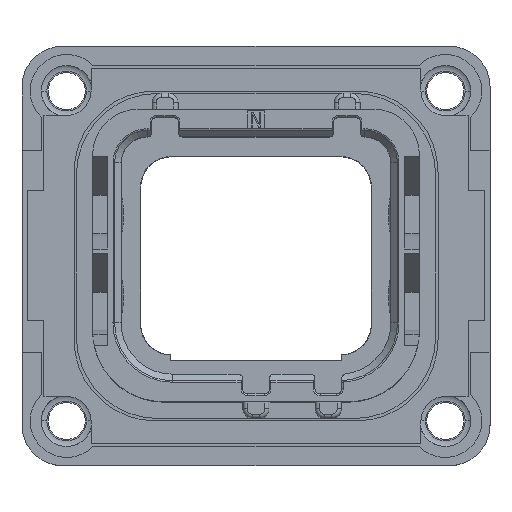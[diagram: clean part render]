
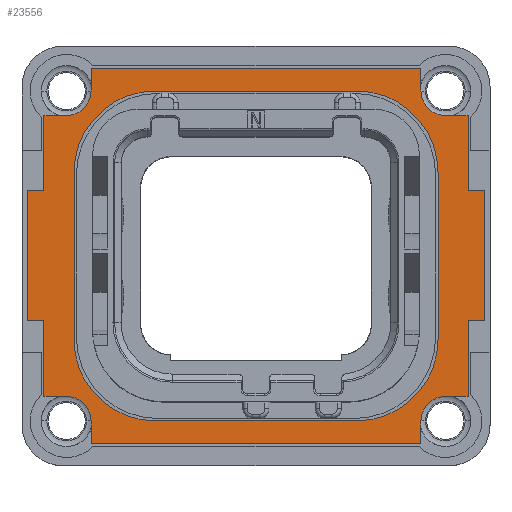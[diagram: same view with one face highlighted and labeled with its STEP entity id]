
A CAD part, top view. The second image highlights one B-rep face of the part: STEP entity #23556.
In plain terms, the highlighted planar face has unit normal (0, 0, 1).
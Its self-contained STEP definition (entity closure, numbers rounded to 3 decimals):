
#1115=DIRECTION('',(0.,-1.,0.));
#1116=VECTOR('',#1115,4.65);
#1117=CARTESIAN_POINT('',(-13.05,-4.,2.31));
#1118=LINE('',#1117,#1116);
#1119=DIRECTION('',(1.,0.,0.));
#1120=VECTOR('',#1119,1.);
#1121=CARTESIAN_POINT('',(-14.05,-4.,2.31));
#1122=LINE('',#1121,#1120);
#1123=DIRECTION('',(0.,-1.,0.));
#1124=VECTOR('',#1123,8.);
#1125=CARTESIAN_POINT('',(-14.05,4.,2.31));
#1126=LINE('',#1125,#1124);
#1127=DIRECTION('',(-1.,0.,0.));
#1128=VECTOR('',#1127,1.);
#1129=CARTESIAN_POINT('',(-13.05,4.,2.31));
#1130=LINE('',#1129,#1128);
#1131=DIRECTION('',(0.,-1.,0.));
#1132=VECTOR('',#1131,4.65);
#1133=CARTESIAN_POINT('',(-13.05,8.65,2.31));
#1134=LINE('',#1133,#1132);
#1135=DIRECTION('',(1.,0.,0.));
#1136=VECTOR('',#1135,1.4);
#1137=CARTESIAN_POINT('',(-13.05,8.65,2.31));
#1138=LINE('',#1137,#1136);
#1139=CARTESIAN_POINT('',(-11.65,10.15,2.31));
#1140=DIRECTION('',(0.,0.,1.));
#1141=DIRECTION('',(0.,-1.,0.));
#1142=AXIS2_PLACEMENT_3D('',#1139,#1140,#1141);
#1144=DIRECTION('',(0.,-1.,0.));
#1145=VECTOR('',#1144,1.4);
#1146=CARTESIAN_POINT('',(-10.15,11.55,2.31));
#1147=LINE('',#1146,#1145);
#1148=DIRECTION('',(-1.,0.,0.));
#1149=VECTOR('',#1148,20.3);
#1150=CARTESIAN_POINT('',(10.15,11.55,2.31));
#1151=LINE('',#1150,#1149);
#1152=DIRECTION('',(0.,-1.,0.));
#1153=VECTOR('',#1152,1.4);
#1154=CARTESIAN_POINT('',(10.15,11.55,2.31));
#1155=LINE('',#1154,#1153);
#1156=CARTESIAN_POINT('',(11.65,10.15,2.31));
#1157=DIRECTION('',(0.,0.,1.));
#1158=DIRECTION('',(-1.,0.,0.));
#1159=AXIS2_PLACEMENT_3D('',#1156,#1157,#1158);
#1161=DIRECTION('',(-1.,0.,0.));
#1162=VECTOR('',#1161,1.4);
#1163=CARTESIAN_POINT('',(13.05,8.65,2.31));
#1164=LINE('',#1163,#1162);
#1165=DIRECTION('',(0.,1.,0.));
#1166=VECTOR('',#1165,4.65);
#1167=CARTESIAN_POINT('',(13.05,4.,2.31));
#1168=LINE('',#1167,#1166);
#1169=DIRECTION('',(-1.,0.,0.));
#1170=VECTOR('',#1169,1.);
#1171=CARTESIAN_POINT('',(14.05,4.,2.31));
#1172=LINE('',#1171,#1170);
#1173=DIRECTION('',(0.,1.,0.));
#1174=VECTOR('',#1173,8.);
#1175=CARTESIAN_POINT('',(14.05,-4.,2.31));
#1176=LINE('',#1175,#1174);
#1177=DIRECTION('',(1.,0.,0.));
#1178=VECTOR('',#1177,1.);
#1179=CARTESIAN_POINT('',(13.05,-4.,2.31));
#1180=LINE('',#1179,#1178);
#1181=DIRECTION('',(0.,1.,0.));
#1182=VECTOR('',#1181,4.65);
#1183=CARTESIAN_POINT('',(13.05,-8.65,2.31));
#1184=LINE('',#1183,#1182);
#1185=DIRECTION('',(-1.,0.,0.));
#1186=VECTOR('',#1185,1.4);
#1187=CARTESIAN_POINT('',(13.05,-8.65,2.31));
#1188=LINE('',#1187,#1186);
#1189=CARTESIAN_POINT('',(11.65,-10.15,2.31));
#1190=DIRECTION('',(0.,0.,1.));
#1191=DIRECTION('',(0.,1.,0.));
#1192=AXIS2_PLACEMENT_3D('',#1189,#1190,#1191);
#1194=DIRECTION('',(0.,1.,0.));
#1195=VECTOR('',#1194,1.4);
#1196=CARTESIAN_POINT('',(10.15,-11.55,2.31));
#1197=LINE('',#1196,#1195);
#1198=DIRECTION('',(1.,0.,0.));
#1199=VECTOR('',#1198,20.3);
#1200=CARTESIAN_POINT('',(-10.15,-11.55,2.31));
#1201=LINE('',#1200,#1199);
#1202=DIRECTION('',(0.,1.,0.));
#1203=VECTOR('',#1202,1.4);
#1204=CARTESIAN_POINT('',(-10.15,-11.55,2.31));
#1205=LINE('',#1204,#1203);
#1206=CARTESIAN_POINT('',(-11.65,-10.15,2.31));
#1207=DIRECTION('',(0.,0.,1.));
#1208=DIRECTION('',(1.,0.,0.));
#1209=AXIS2_PLACEMENT_3D('',#1206,#1207,#1208);
#1211=DIRECTION('',(1.,0.,0.));
#1212=VECTOR('',#1211,1.4);
#1213=CARTESIAN_POINT('',(-13.05,-8.65,2.31));
#1214=LINE('',#1213,#1212);
#1215=DIRECTION('',(0.,-1.,0.));
#1216=VECTOR('',#1215,10.3);
#1217=CARTESIAN_POINT('',(11.2,5.15,2.31));
#1218=LINE('',#1217,#1216);
#1219=DIRECTION('',(1.,0.,0.));
#1220=VECTOR('',#1219,12.4);
#1221=CARTESIAN_POINT('',(-6.2,10.15,2.31));
#1222=LINE('',#1221,#1220);
#1223=DIRECTION('',(0.,1.,0.));
#1224=VECTOR('',#1223,10.3);
#1225=CARTESIAN_POINT('',(-11.2,-5.15,2.31));
#1226=LINE('',#1225,#1224);
#1227=DIRECTION('',(-1.,0.,0.));
#1228=VECTOR('',#1227,12.4);
#1229=CARTESIAN_POINT('',(6.2,-10.15,2.31));
#1230=LINE('',#1229,#1228);
#1335=CARTESIAN_POINT('',(-6.2,-5.15,2.31));
#1336=DIRECTION('',(0.,0.,-1.));
#1337=DIRECTION('',(0.,-1.,0.));
#1338=AXIS2_PLACEMENT_3D('',#1335,#1336,#1337);
#1348=CARTESIAN_POINT('',(6.2,-5.15,2.31));
#1349=DIRECTION('',(0.,0.,-1.));
#1350=DIRECTION('',(1.,0.,0.));
#1351=AXIS2_PLACEMENT_3D('',#1348,#1349,#1350);
#1353=CARTESIAN_POINT('',(-6.2,5.15,2.31));
#1354=DIRECTION('',(0.,0.,-1.));
#1355=DIRECTION('',(-1.,0.,0.));
#1356=AXIS2_PLACEMENT_3D('',#1353,#1354,#1355);
#1366=CARTESIAN_POINT('',(6.2,5.15,2.31));
#1367=DIRECTION('',(0.,0.,-1.));
#1368=DIRECTION('',(0.,1.,0.));
#1369=AXIS2_PLACEMENT_3D('',#1366,#1367,#1368);
#21420=CARTESIAN_POINT('',(-11.2,-5.15,2.31));
#21421=CARTESIAN_POINT('',(-11.2,5.15,2.31));
#21422=VERTEX_POINT('',#21420);
#21423=VERTEX_POINT('',#21421);
#21424=CARTESIAN_POINT('',(-6.2,10.15,2.31));
#21425=CARTESIAN_POINT('',(6.2,10.15,2.31));
#21426=VERTEX_POINT('',#21424);
#21427=VERTEX_POINT('',#21425);
#21428=CARTESIAN_POINT('',(11.2,5.15,2.31));
#21429=CARTESIAN_POINT('',(11.2,-5.15,2.31));
#21430=VERTEX_POINT('',#21428);
#21431=VERTEX_POINT('',#21429);
#21432=CARTESIAN_POINT('',(6.2,-10.15,2.31));
#21433=CARTESIAN_POINT('',(-6.2,-10.15,2.31));
#21434=VERTEX_POINT('',#21432);
#21435=VERTEX_POINT('',#21433);
#21452=CARTESIAN_POINT('',(10.15,10.15,2.31));
#21453=CARTESIAN_POINT('',(11.65,8.65,2.31));
#21454=VERTEX_POINT('',#21452);
#21455=VERTEX_POINT('',#21453);
#21456=CARTESIAN_POINT('',(13.05,8.65,2.31));
#21457=VERTEX_POINT('',#21456);
#21458=CARTESIAN_POINT('',(10.15,11.55,2.31));
#21459=VERTEX_POINT('',#21458);
#21460=CARTESIAN_POINT('',(11.65,-8.65,2.31));
#21461=CARTESIAN_POINT('',(10.15,-10.15,2.31));
#21462=VERTEX_POINT('',#21460);
#21463=VERTEX_POINT('',#21461);
#21464=CARTESIAN_POINT('',(10.15,-11.55,2.31));
#21465=VERTEX_POINT('',#21464);
#21466=CARTESIAN_POINT('',(13.05,-8.65,2.31));
#21467=VERTEX_POINT('',#21466);
#21468=CARTESIAN_POINT('',(-10.15,-10.15,2.31));
#21469=CARTESIAN_POINT('',(-11.65,-8.65,2.31));
#21470=VERTEX_POINT('',#21468);
#21471=VERTEX_POINT('',#21469);
#21472=CARTESIAN_POINT('',(-13.05,-8.65,2.31));
#21473=VERTEX_POINT('',#21472);
#21474=CARTESIAN_POINT('',(-10.15,-11.55,2.31));
#21475=VERTEX_POINT('',#21474);
#21476=CARTESIAN_POINT('',(-10.15,11.55,2.31));
#21477=CARTESIAN_POINT('',(-10.15,10.15,2.31));
#21478=VERTEX_POINT('',#21476);
#21479=VERTEX_POINT('',#21477);
#21480=CARTESIAN_POINT('',(-13.05,8.65,2.31));
#21481=CARTESIAN_POINT('',(-11.65,8.65,2.31));
#21482=VERTEX_POINT('',#21480);
#21483=VERTEX_POINT('',#21481);
#21484=CARTESIAN_POINT('',(14.05,-4.,2.31));
#21485=CARTESIAN_POINT('',(14.05,4.,2.31));
#21486=VERTEX_POINT('',#21484);
#21487=VERTEX_POINT('',#21485);
#21488=CARTESIAN_POINT('',(-14.05,4.,2.31));
#21489=CARTESIAN_POINT('',(-14.05,-4.,2.31));
#21490=VERTEX_POINT('',#21488);
#21491=VERTEX_POINT('',#21489);
#21492=CARTESIAN_POINT('',(13.05,-4.,2.31));
#21493=VERTEX_POINT('',#21492);
#21494=CARTESIAN_POINT('',(13.05,4.,2.31));
#21495=VERTEX_POINT('',#21494);
#21496=CARTESIAN_POINT('',(-13.05,4.,2.31));
#21497=VERTEX_POINT('',#21496);
#21498=CARTESIAN_POINT('',(-13.05,-4.,2.31));
#21499=VERTEX_POINT('',#21498);
#23503=CARTESIAN_POINT('',(0.,0.,2.31));
#23504=DIRECTION('',(0.,0.,1.));
#23505=DIRECTION('',(1.,0.,0.));
#23506=AXIS2_PLACEMENT_3D('',#23503,#23504,#23505);
#23507=PLANE('',#23506);
#23508=ORIENTED_EDGE('',*,*,#23127,.F.);
#23509=ORIENTED_EDGE('',*,*,#23141,.F.);
#23510=ORIENTED_EDGE('',*,*,#23155,.F.);
#23511=ORIENTED_EDGE('',*,*,#23169,.F.);
#23512=ORIENTED_EDGE('',*,*,#23183,.F.);
#23513=ORIENTED_EDGE('',*,*,#23199,.T.);
#23515=ORIENTED_EDGE('',*,*,#23514,.T.);
#23516=ORIENTED_EDGE('',*,*,#23258,.F.);
#23517=ORIENTED_EDGE('',*,*,#23274,.F.);
#23518=ORIENTED_EDGE('',*,*,#23290,.T.);
#23520=ORIENTED_EDGE('',*,*,#23519,.T.);
#23521=ORIENTED_EDGE('',*,*,#23349,.F.);
#23522=ORIENTED_EDGE('',*,*,#23365,.F.);
#23523=ORIENTED_EDGE('',*,*,#23379,.F.);
#23524=ORIENTED_EDGE('',*,*,#23393,.F.);
#23525=ORIENTED_EDGE('',*,*,#23407,.F.);
#23526=ORIENTED_EDGE('',*,*,#23421,.F.);
#23527=ORIENTED_EDGE('',*,*,#23437,.T.);
#23529=ORIENTED_EDGE('',*,*,#23528,.T.);
#23530=ORIENTED_EDGE('',*,*,#23495,.F.);
#23531=ORIENTED_EDGE('',*,*,#23035,.F.);
#23532=ORIENTED_EDGE('',*,*,#23052,.T.);
#23534=ORIENTED_EDGE('',*,*,#23533,.T.);
#23535=ORIENTED_EDGE('',*,*,#23111,.F.);
#23536=EDGE_LOOP('',(#23508,#23509,#23510,#23511,#23512,#23513,#23515,#23516,
#23517,#23518,#23520,#23521,#23522,#23523,#23524,#23525,#23526,#23527,#23529,
#23530,#23531,#23532,#23534,#23535));
#23537=FACE_OUTER_BOUND('',#23536,.F.);
#23539=ORIENTED_EDGE('',*,*,#23538,.F.);
#23541=ORIENTED_EDGE('',*,*,#23540,.F.);
#23543=ORIENTED_EDGE('',*,*,#23542,.F.);
#23545=ORIENTED_EDGE('',*,*,#23544,.F.);
#23547=ORIENTED_EDGE('',*,*,#23546,.F.);
#23549=ORIENTED_EDGE('',*,*,#23548,.F.);
#23551=ORIENTED_EDGE('',*,*,#23550,.F.);
#23553=ORIENTED_EDGE('',*,*,#23552,.F.);
#23554=EDGE_LOOP('',(#23539,#23541,#23543,#23545,#23547,#23549,#23551,#23553));
#23555=FACE_BOUND('',#23554,.F.);
#23556=ADVANCED_FACE('',(#23537,#23555),#23507,.T.);
#1143=CIRCLE('',#1142,1.5);
#1160=CIRCLE('',#1159,1.5);
#1193=CIRCLE('',#1192,1.5);
#1210=CIRCLE('',#1209,1.5);
#1339=CIRCLE('',#1338,5.);
#1352=CIRCLE('',#1351,5.);
#1357=CIRCLE('',#1356,5.);
#1370=CIRCLE('',#1369,5.);
#23035=EDGE_CURVE('',#21475,#21465,#1201,.T.);
#23052=EDGE_CURVE('',#21475,#21470,#1205,.T.);
#23111=EDGE_CURVE('',#21473,#21471,#1214,.T.);
#23127=EDGE_CURVE('',#21499,#21473,#1118,.T.);
#23141=EDGE_CURVE('',#21491,#21499,#1122,.T.);
#23155=EDGE_CURVE('',#21490,#21491,#1126,.T.);
#23169=EDGE_CURVE('',#21497,#21490,#1130,.T.);
#23183=EDGE_CURVE('',#21482,#21497,#1134,.T.);
#23199=EDGE_CURVE('',#21482,#21483,#1138,.T.);
#23258=EDGE_CURVE('',#21478,#21479,#1147,.T.);
#23274=EDGE_CURVE('',#21459,#21478,#1151,.T.);
#23290=EDGE_CURVE('',#21459,#21454,#1155,.T.);
#23349=EDGE_CURVE('',#21457,#21455,#1164,.T.);
#23365=EDGE_CURVE('',#21495,#21457,#1168,.T.);
#23379=EDGE_CURVE('',#21487,#21495,#1172,.T.);
#23393=EDGE_CURVE('',#21486,#21487,#1176,.T.);
#23407=EDGE_CURVE('',#21493,#21486,#1180,.T.);
#23421=EDGE_CURVE('',#21467,#21493,#1184,.T.);
#23437=EDGE_CURVE('',#21467,#21462,#1188,.T.);
#23495=EDGE_CURVE('',#21465,#21463,#1197,.T.);
#23514=EDGE_CURVE('',#21483,#21479,#1143,.T.);
#23519=EDGE_CURVE('',#21454,#21455,#1160,.T.);
#23528=EDGE_CURVE('',#21462,#21463,#1193,.T.);
#23533=EDGE_CURVE('',#21470,#21471,#1210,.T.);
#23538=EDGE_CURVE('',#21430,#21431,#1218,.T.);
#23540=EDGE_CURVE('',#21427,#21430,#1370,.T.);
#23542=EDGE_CURVE('',#21426,#21427,#1222,.T.);
#23544=EDGE_CURVE('',#21423,#21426,#1357,.T.);
#23546=EDGE_CURVE('',#21422,#21423,#1226,.T.);
#23548=EDGE_CURVE('',#21435,#21422,#1339,.T.);
#23550=EDGE_CURVE('',#21434,#21435,#1230,.T.);
#23552=EDGE_CURVE('',#21431,#21434,#1352,.T.);
